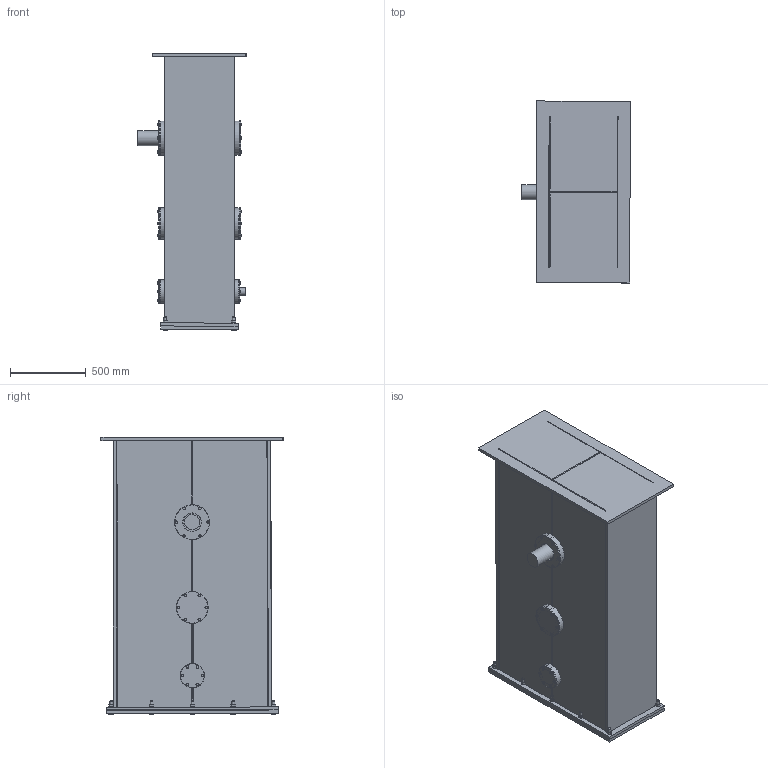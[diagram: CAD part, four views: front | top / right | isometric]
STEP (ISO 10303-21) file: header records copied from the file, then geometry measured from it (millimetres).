
FILE_DESCRIPTION(/* description */ (''),/* implementation_level */ '2;1');
FILE_NAME(/* name */ '3abbas assembly.stp',/* time_stamp */ '2025-05-22T18:44:31+03:00',/* author */ ('walidsherif'),/* organization */ (''),/* preprocessor_version */ 'ST-DEVELOPER v20',/* originating_system */ 'Autodesk Inventor 2025',/* authorisation */ '');
FILE_SCHEMA (('AUTOMOTIVE_DESIGN { 1 0 10303 214 3 1 1 }'));
Products named in the file (45): 3abbas assembly; lowercase3abbas; 3abbas a; 3abbas b; 3abbas c; Spur Gears; Spur Gear1; Spur Gear2; Spur Gears_1; Spur Gear1_1; Spur Gear2_1; skf_bearing_6220-2rs1_2; skf_bearing_6220-2rs1_2_01; skf_bearing_6220-2rs1_2_02; skf_bearing_6220-2rs1_2_03; skf_bearing_6220-2rs1_2_04; skf_bearing_6220-2rs1_2_05; 6315-2rs1_c3; 6315-2rs1_c3_01; 6315-2rs1_c3_02; 6315-2rs1_c3_03; 6315-2rs1_c3_04; 6315-2rs1_c3_05; 6310-2rs1_c3; 6310-2rs1_c3_01; 6310-2rs1_c3_02; 6310-2rs1_c3_03; 6310-2rs1_c3_04; 6310-2rs1_c3_05; cover el3abbas a; input cover el3abbas; cover el3abbas b; cover el3abbas c; output cover el3abbas; ISO 4016 - M10 x 70; oilseal(A); oilseal(B); oilseal(C); key(A); key(B3) ...
Assembly tree (104 placements, depth 3):
  3abbas assembly
    lowercase3abbas
    3abbas a
    3abbas b
    3abbas c
    Spur Gears
      Spur Gear1
      Spur Gear2
    Spur Gears_1
      Spur Gear1_1
      Spur Gear2_1
    skf_bearing_6220-2rs1_2  x2
      skf_bearing_6220-2rs1_2_01
      skf_bearing_6220-2rs1_2_02
      skf_bearing_6220-2rs1_2_03
      skf_bearing_6220-2rs1_2_04
      skf_bearing_6220-2rs1_2_05
    6315-2rs1_c3  x2
      6315-2rs1_c3_01
      6315-2rs1_c3_02
      6315-2rs1_c3_03
      6315-2rs1_c3_04
      6315-2rs1_c3_05
    6310-2rs1_c3  x2
      6310-2rs1_c3_01
      6310-2rs1_c3_02
      6310-2rs1_c3_03
      6310-2rs1_c3_04
      6310-2rs1_c3_05
    cover el3abbas a
    input cover el3abbas
    cover el3abbas b  x2
    ISO 4016 - M10 x 70  x36
    cover el3abbas c
    output cover el3abbas
    oilseal(A)  x2
    oilseal(B)  x2
    oilseal(C)  x2
    key(A)
    key(B3)
    key(B4)
    key(C)
    verticalcover3abbas
    ISO 4016 - M18 x 80  x10
    ISO 4032 - M18  x10
Bounding box: 714.62 x 1201 x 1832.12 mm (x, y, z)
Volume: 244698419.1 mm3; surface area: 18918015.3 mm2
Topology: 111 solids, 112 shells, 2755 faces, 6913 edges, 4451 vertices
Faces by surface type: cylinder 1043, plane 770, cone 548, torus 304, sphere 86, bspline 4
Full cylindrical faces by diameter (mm): 8.376 x36, 10 x72, 15.294 x10, 18 x30, 50 x4, 55 x1, 60 x1, 70 x1, 75 x4, 80 x2, 90 x1, 100 x6, 110 x7, 120 x2, 124.675 x4, 124.8 x4, 154.75 x4, 159.9 x4, 160 x8, 180 x8, 210 x2, 230 x2
Entity records: 52510 total; most frequent: CARTESIAN_POINT 10707, DIRECTION 9414, ORIENTED_EDGE 7956, AXIS2_PLACEMENT_3D 3980, EDGE_CURVE 3978, VERTEX_POINT 2637, CIRCLE 2307, EDGE_LOOP 1789
